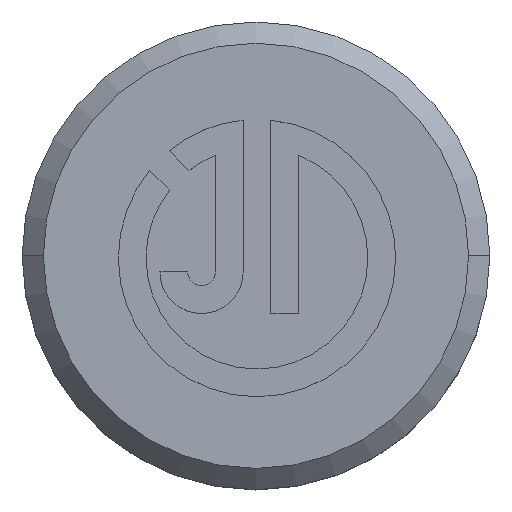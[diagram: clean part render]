
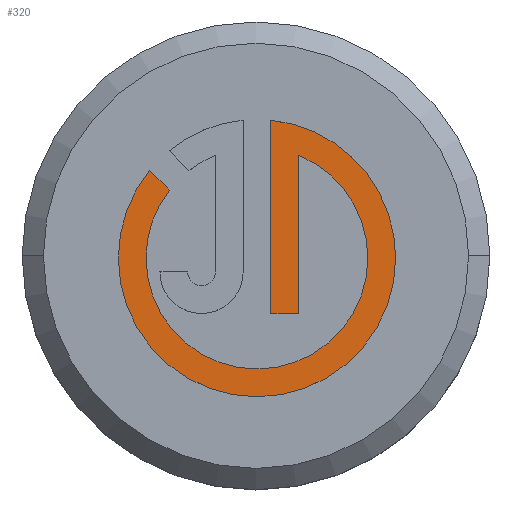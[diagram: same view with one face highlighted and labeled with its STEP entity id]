
A CAD part, top view. The second image highlights one B-rep face of the part: STEP entity #320.
In plain terms, the highlighted planar face has unit normal (0, 0, 1).
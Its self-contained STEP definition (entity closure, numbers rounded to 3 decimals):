
#12 = CARTESIAN_POINT ( 'NONE',  ( 0.023, -0.053, 79.9 ) ) ;
#22 = DIRECTION ( 'NONE',  ( 0., 0., -1. ) ) ;
#34 = EDGE_CURVE ( 'NONE', #283, #852, #1827, .T. ) ;
#35 = CARTESIAN_POINT ( 'NONE',  ( -2.038, 1.546, 79.9 ) ) ;
#45 = DIRECTION ( 'NONE',  ( 0., 0., 1. ) ) ;
#64 = CIRCLE ( 'NONE', #1070, 2.608 ) ;
#76 = CIRCLE ( 'NONE', #1848, 3.261 ) ;
#121 = LINE ( 'NONE', #1439, #1077 ) ;
#122 = CARTESIAN_POINT ( 'NONE',  ( -2.586, -0.053, 79.9 ) ) ;
#128 = ORIENTED_EDGE ( 'NONE', *, *, #2055, .T. ) ;
#190 = DIRECTION ( 'NONE',  ( 1., 0., 0. ) ) ;
#200 = VERTEX_POINT ( 'NONE', #2022 ) ;
#253 = EDGE_CURVE ( 'NONE', #1266, #283, #566, .T. ) ;
#255 = EDGE_CURVE ( 'NONE', #200, #490, #76, .T. ) ;
#258 = LINE ( 'NONE', #580, #744 ) ;
#263 = VERTEX_POINT ( 'NONE', #280 ) ;
#273 = VERTEX_POINT ( 'NONE', #1638 ) ;
#280 = CARTESIAN_POINT ( 'NONE',  ( 3.283, -0.053, 79.9 ) ) ;
#283 = VERTEX_POINT ( 'NONE', #1298 ) ;
#320 = ADVANCED_FACE ( 'NONE', ( #514 ), #1358, .T. ) ;
#335 = DIRECTION ( 'NONE',  ( 0., 1., 0. ) ) ;
#364 = AXIS2_PLACEMENT_3D ( 'NONE', #708, #1920, #896 ) ;
#395 = VERTEX_POINT ( 'NONE', #928 ) ;
#401 = DIRECTION ( 'NONE',  ( -0.707, 0.707, 0. ) ) ;
#464 = DIRECTION ( 'NONE',  ( -1., 0., 0. ) ) ;
#481 = ORIENTED_EDGE ( 'NONE', *, *, #2202, .T. ) ;
#489 = DIRECTION ( 'NONE',  ( 0., 0., -1. ) ) ;
#490 = VERTEX_POINT ( 'NONE', #679 ) ;
#500 = CARTESIAN_POINT ( 'NONE',  ( 0.023, -0.053, 79.9 ) ) ;
#514 = FACE_OUTER_BOUND ( 'NONE', #898, .T. ) ;
#548 = EDGE_CURVE ( 'NONE', #852, #273, #64, .T. ) ;
#559 = ORIENTED_EDGE ( 'NONE', *, *, #1138, .T. ) ;
#566 = CIRCLE ( 'NONE', #1745, 2.608 ) ;
#580 = CARTESIAN_POINT ( 'NONE',  ( 0.349, 0., 79.9 ) ) ;
#630 = ORIENTED_EDGE ( 'NONE', *, *, #255, .T. ) ;
#650 = DIRECTION ( 'NONE',  ( 1., 0., 0. ) ) ;
#679 = CARTESIAN_POINT ( 'NONE',  ( -3.238, -0.053, 79.9 ) ) ;
#708 = CARTESIAN_POINT ( 'NONE',  ( 0.023, -0.053, 79.9 ) ) ;
#744 = VECTOR ( 'NONE', #1636, 1000. ) ;
#771 = DIRECTION ( 'NONE',  ( 0., 0., -1. ) ) ;
#775 = ORIENTED_EDGE ( 'NONE', *, *, #548, .T. ) ;
#791 = VERTEX_POINT ( 'NONE', #1871 ) ;
#828 = AXIS2_PLACEMENT_3D ( 'NONE', #1124, #45, #1302 ) ;
#852 = VERTEX_POINT ( 'NONE', #122 ) ;
#896 = DIRECTION ( 'NONE',  ( 1., 0., 0. ) ) ;
#898 = EDGE_LOOP ( 'NONE', ( #1932, #1240, #775, #1472, #630, #1739, #559, #481, #2247, #128 ) ) ;
#928 = CARTESIAN_POINT ( 'NONE',  ( 0.349, -1.357, 79.9 ) ) ;
#1027 = EDGE_CURVE ( 'NONE', #395, #791, #121, .T. ) ;
#1070 = AXIS2_PLACEMENT_3D ( 'NONE', #1810, #771, #1970 ) ;
#1077 = VECTOR ( 'NONE', #190, 1000. ) ;
#1110 = AXIS2_PLACEMENT_3D ( 'NONE', #1526, #2037, #650 ) ;
#1124 = CARTESIAN_POINT ( 'NONE',  ( 0.023, -0.053, 79.9 ) ) ;
#1138 = EDGE_CURVE ( 'NONE', #263, #2243, #1324, .T. ) ;
#1240 = ORIENTED_EDGE ( 'NONE', *, *, #34, .T. ) ;
#1266 = VERTEX_POINT ( 'NONE', #2018 ) ;
#1298 = CARTESIAN_POINT ( 'NONE',  ( 2.631, -0.053, 79.9 ) ) ;
#1302 = DIRECTION ( 'NONE',  ( 1., 0., 0. ) ) ;
#1324 = CIRCLE ( 'NONE', #828, 3.261 ) ;
#1358 = PLANE ( 'NONE',  #1110 ) ;
#1439 = CARTESIAN_POINT ( 'NONE',  ( 0., -1.357, 79.9 ) ) ;
#1454 = DIRECTION ( 'NONE',  ( 0., 0., 1. ) ) ;
#1464 = EDGE_CURVE ( 'NONE', #490, #263, #1600, .T. ) ;
#1470 = DIRECTION ( 'NONE',  ( 1., 0., 0. ) ) ;
#1472 = ORIENTED_EDGE ( 'NONE', *, *, #1614, .T. ) ;
#1526 = CARTESIAN_POINT ( 'NONE',  ( 0., 0., 79.9 ) ) ;
#1600 = CIRCLE ( 'NONE', #364, 3.261 ) ;
#1614 = EDGE_CURVE ( 'NONE', #273, #200, #1774, .T. ) ;
#1636 = DIRECTION ( 'NONE',  ( 0., -1., 0. ) ) ;
#1638 = CARTESIAN_POINT ( 'NONE',  ( -2.038, 1.546, 79.9 ) ) ;
#1739 = ORIENTED_EDGE ( 'NONE', *, *, #1464, .T. ) ;
#1745 = AXIS2_PLACEMENT_3D ( 'NONE', #500, #489, #464 ) ;
#1774 = LINE ( 'NONE', #35, #2104 ) ;
#1800 = CARTESIAN_POINT ( 'NONE',  ( 0.023, -0.053, 79.9 ) ) ;
#1810 = CARTESIAN_POINT ( 'NONE',  ( 0.023, -0.053, 79.9 ) ) ;
#1813 = CARTESIAN_POINT ( 'NONE',  ( 0.349, 3.191, 79.9 ) ) ;
#1827 = CIRCLE ( 'NONE', #2107, 2.608 ) ;
#1848 = AXIS2_PLACEMENT_3D ( 'NONE', #1800, #1454, #1470 ) ;
#1871 = CARTESIAN_POINT ( 'NONE',  ( 1.001, -1.357, 79.9 ) ) ;
#1920 = DIRECTION ( 'NONE',  ( 0., 0., 1. ) ) ;
#1932 = ORIENTED_EDGE ( 'NONE', *, *, #253, .T. ) ;
#1970 = DIRECTION ( 'NONE',  ( -1., 0., 0. ) ) ;
#2018 = CARTESIAN_POINT ( 'NONE',  ( 1.001, 2.365, 79.9 ) ) ;
#2022 = CARTESIAN_POINT ( 'NONE',  ( -2.502, 2.01, 79.9 ) ) ;
#2037 = DIRECTION ( 'NONE',  ( 0., 0., 1. ) ) ;
#2055 = EDGE_CURVE ( 'NONE', #791, #1266, #2208, .T. ) ;
#2073 = CARTESIAN_POINT ( 'NONE',  ( 1.001, 0., 79.9 ) ) ;
#2101 = VECTOR ( 'NONE', #335, 1000. ) ;
#2102 = DIRECTION ( 'NONE',  ( -1., 0., 0. ) ) ;
#2104 = VECTOR ( 'NONE', #401, 1000. ) ;
#2107 = AXIS2_PLACEMENT_3D ( 'NONE', #12, #22, #2102 ) ;
#2202 = EDGE_CURVE ( 'NONE', #2243, #395, #258, .T. ) ;
#2208 = LINE ( 'NONE', #2073, #2101 ) ;
#2243 = VERTEX_POINT ( 'NONE', #1813 ) ;
#2247 = ORIENTED_EDGE ( 'NONE', *, *, #1027, .T. ) ;
